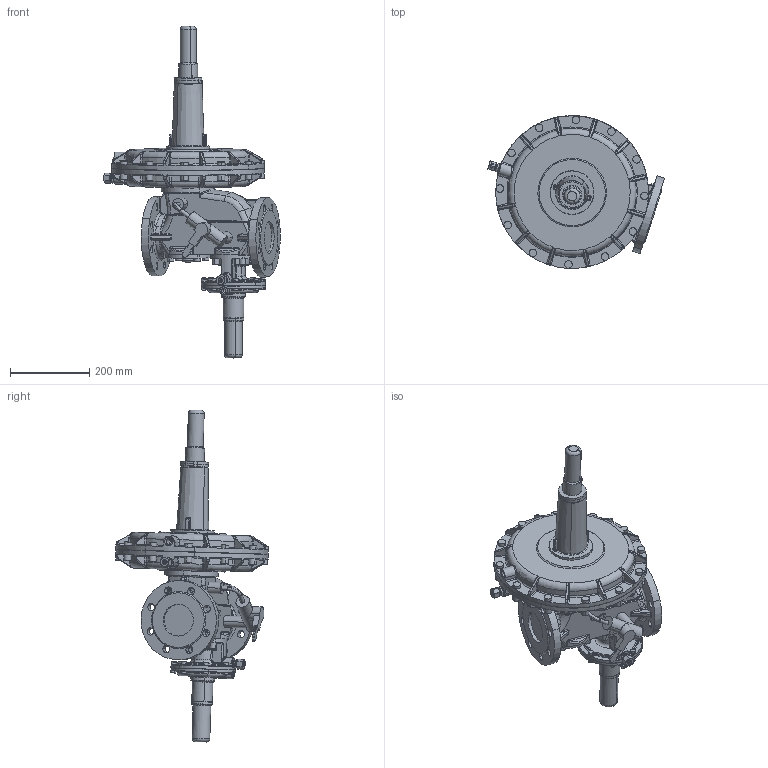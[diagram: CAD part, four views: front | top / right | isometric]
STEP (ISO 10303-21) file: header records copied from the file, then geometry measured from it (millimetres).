
FILE_DESCRIPTION(('CATIA V5 STEP'),'2;1');
FILE_NAME('RS 250 DN 080-390-HDS-links.stp','2014-03-28T13:54:01+00:00',('none'),('none'),'CATIA Version 5 Release 19 SP 9 (IN-10)','CATIA V5 STEP AP203 Edition 2','none');
FILE_SCHEMA(('AP203_CONFIGURATION_CONTROLLED_3D_DESIGN_OF_MECHANICAL_PARTS_AND_ASSEMBLIES_MIM_LF { 1 0 10303 403 2 1 2}'));
Products named in the file (5): Product1; Product1_AllCATPart; Produkt1; 8630H1; 8630H
Assembly tree (4 placements, depth 3):
  Product1
    Product1_AllCATPart
    Produkt1
      8630H1
      8630H
Bounding box: 445.47 x 385.55 x 837.55 mm (x, y, z)
Volume: 16303398.1 mm3; surface area: 864873.1 mm2
Topology: 3 solids, 19 shells, 2512 faces, 6095 edges, 3470 vertices
Faces by surface type: cylinder 847, bspline 536, torus 508, plane 365, sphere 128, cone 113, revolution 11, extrusion 4
Entity records: 106609 total; most frequent: CARTESIAN_POINT 57278, ORIENTED_EDGE 11758, DIRECTION 6952, EDGE_CURVE 5879, AXIS2_PLACEMENT_3D 4048, VERTEX_POINT 3470, EDGE_LOOP 2619, ADVANCED_FACE 2512
